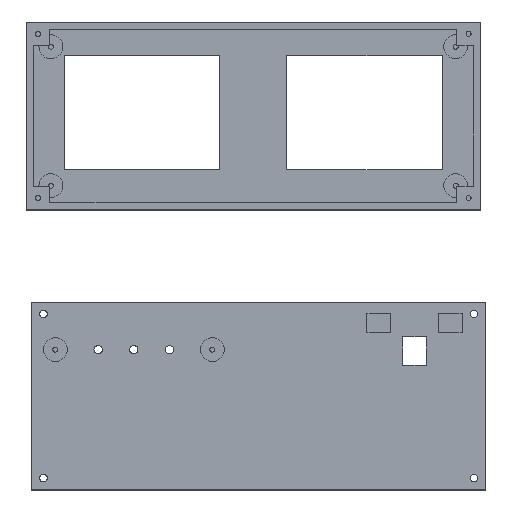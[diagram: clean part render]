
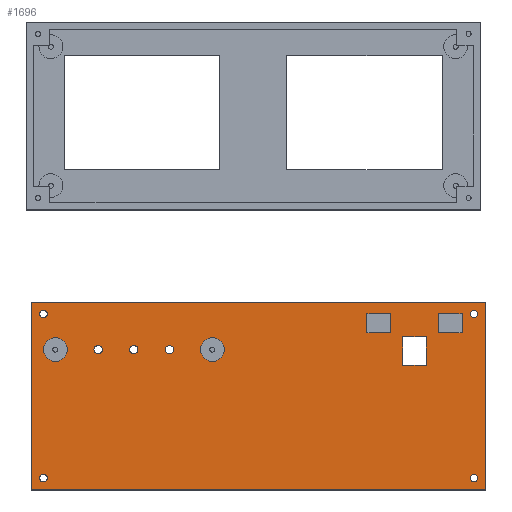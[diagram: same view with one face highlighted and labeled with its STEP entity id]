
A CAD part, top view. The second image highlights one B-rep face of the part: STEP entity #1696.
In plain terms, the highlighted planar face has unit normal (0, 0, 1).
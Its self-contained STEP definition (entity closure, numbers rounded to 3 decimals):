
#42=FACE_BOUND('',#363,.T.);
#43=FACE_BOUND('',#364,.T.);
#44=FACE_BOUND('',#365,.T.);
#45=FACE_BOUND('',#366,.T.);
#46=FACE_BOUND('',#367,.T.);
#47=FACE_BOUND('',#368,.T.);
#48=FACE_BOUND('',#369,.T.);
#49=FACE_BOUND('',#370,.T.);
#50=FACE_BOUND('',#371,.T.);
#51=FACE_BOUND('',#372,.T.);
#52=FACE_BOUND('',#373,.T.);
#53=FACE_BOUND('',#374,.T.);
#133=PLANE('',#1871);
#235=FACE_OUTER_BOUND('',#362,.T.);
#362=EDGE_LOOP('',(#1527,#1528,#1529,#1530));
#363=EDGE_LOOP('',(#1531,#1532,#1533,#1534));
#364=EDGE_LOOP('',(#1535,#1536,#1537,#1538));
#365=EDGE_LOOP('',(#1539,#1540,#1541,#1542));
#366=EDGE_LOOP('',(#1543));
#367=EDGE_LOOP('',(#1544));
#368=EDGE_LOOP('',(#1545));
#369=EDGE_LOOP('',(#1546));
#370=EDGE_LOOP('',(#1547));
#371=EDGE_LOOP('',(#1548));
#372=EDGE_LOOP('',(#1549));
#373=EDGE_LOOP('',(#1550));
#374=EDGE_LOOP('',(#1551));
#480=LINE('',#2615,#641);
#484=LINE('',#2623,#645);
#487=LINE('',#2629,#648);
#490=LINE('',#2634,#651);
#494=LINE('',#2653,#655);
#498=LINE('',#2661,#659);
#501=LINE('',#2667,#662);
#504=LINE('',#2672,#665);
#506=LINE('',#2678,#667);
#510=LINE('',#2686,#671);
#513=LINE('',#2692,#674);
#516=LINE('',#2697,#677);
#535=LINE('',#2805,#696);
#538=LINE('',#2811,#699);
#541=LINE('',#2817,#702);
#544=LINE('',#2821,#705);
#641=VECTOR('',#2131,10.);
#645=VECTOR('',#2137,10.);
#648=VECTOR('',#2142,10.);
#651=VECTOR('',#2147,10.);
#655=VECTOR('',#2169,10.);
#659=VECTOR('',#2175,10.);
#662=VECTOR('',#2180,10.);
#665=VECTOR('',#2185,10.);
#667=VECTOR('',#2191,10.);
#671=VECTOR('',#2197,10.);
#674=VECTOR('',#2202,10.);
#677=VECTOR('',#2207,10.);
#696=VECTOR('',#2336,10.);
#699=VECTOR('',#2341,10.);
#702=VECTOR('',#2346,10.);
#705=VECTOR('',#2351,10.);
#739=CIRCLE('',#1824,5.);
#741=CIRCLE('',#1828,5.);
#742=CIRCLE('',#1831,1.75);
#744=CIRCLE('',#1834,1.75);
#746=CIRCLE('',#1837,1.75);
#760=CIRCLE('',#1860,1.6);
#761=CIRCLE('',#1862,1.6);
#762=CIRCLE('',#1864,1.6);
#763=CIRCLE('',#1866,1.6);
#844=VERTEX_POINT('',#2613);
#845=VERTEX_POINT('',#2614);
#848=VERTEX_POINT('',#2622);
#850=VERTEX_POINT('',#2628);
#856=VERTEX_POINT('',#2651);
#857=VERTEX_POINT('',#2652);
#860=VERTEX_POINT('',#2660);
#862=VERTEX_POINT('',#2666);
#864=VERTEX_POINT('',#2676);
#865=VERTEX_POINT('',#2677);
#868=VERTEX_POINT('',#2685);
#870=VERTEX_POINT('',#2691);
#877=VERTEX_POINT('',#2717);
#879=VERTEX_POINT('',#2724);
#880=VERTEX_POINT('',#2729);
#882=VERTEX_POINT('',#2735);
#884=VERTEX_POINT('',#2741);
#898=VERTEX_POINT('',#2783);
#899=VERTEX_POINT('',#2787);
#900=VERTEX_POINT('',#2791);
#901=VERTEX_POINT('',#2795);
#904=VERTEX_POINT('',#2802);
#905=VERTEX_POINT('',#2804);
#907=VERTEX_POINT('',#2810);
#909=VERTEX_POINT('',#2816);
#1030=EDGE_CURVE('',#844,#845,#480,.T.);
#1034=EDGE_CURVE('',#848,#844,#484,.T.);
#1037=EDGE_CURVE('',#850,#848,#487,.T.);
#1040=EDGE_CURVE('',#845,#850,#490,.T.);
#1048=EDGE_CURVE('',#856,#857,#494,.T.);
#1052=EDGE_CURVE('',#857,#860,#498,.T.);
#1055=EDGE_CURVE('',#860,#862,#501,.T.);
#1058=EDGE_CURVE('',#862,#856,#504,.T.);
#1060=EDGE_CURVE('',#864,#865,#506,.T.);
#1064=EDGE_CURVE('',#865,#868,#510,.T.);
#1067=EDGE_CURVE('',#868,#870,#513,.T.);
#1070=EDGE_CURVE('',#870,#864,#516,.T.);
#1080=EDGE_CURVE('',#877,#877,#739,.T.);
#1083=EDGE_CURVE('',#879,#879,#741,.T.);
#1084=EDGE_CURVE('',#880,#880,#742,.T.);
#1087=EDGE_CURVE('',#882,#882,#744,.T.);
#1090=EDGE_CURVE('',#884,#884,#746,.T.);
#1110=EDGE_CURVE('',#898,#898,#760,.T.);
#1112=EDGE_CURVE('',#899,#899,#761,.T.);
#1114=EDGE_CURVE('',#900,#900,#762,.T.);
#1116=EDGE_CURVE('',#901,#901,#763,.T.);
#1119=EDGE_CURVE('',#905,#904,#535,.T.);
#1122=EDGE_CURVE('',#907,#905,#538,.T.);
#1125=EDGE_CURVE('',#909,#907,#541,.T.);
#1128=EDGE_CURVE('',#904,#909,#544,.T.);
#1527=ORIENTED_EDGE('',*,*,#1128,.T.);
#1528=ORIENTED_EDGE('',*,*,#1125,.T.);
#1529=ORIENTED_EDGE('',*,*,#1122,.T.);
#1530=ORIENTED_EDGE('',*,*,#1119,.T.);
#1531=ORIENTED_EDGE('',*,*,#1030,.T.);
#1532=ORIENTED_EDGE('',*,*,#1040,.T.);
#1533=ORIENTED_EDGE('',*,*,#1037,.T.);
#1534=ORIENTED_EDGE('',*,*,#1034,.T.);
#1535=ORIENTED_EDGE('',*,*,#1048,.T.);
#1536=ORIENTED_EDGE('',*,*,#1052,.T.);
#1537=ORIENTED_EDGE('',*,*,#1055,.T.);
#1538=ORIENTED_EDGE('',*,*,#1058,.T.);
#1539=ORIENTED_EDGE('',*,*,#1060,.T.);
#1540=ORIENTED_EDGE('',*,*,#1064,.T.);
#1541=ORIENTED_EDGE('',*,*,#1067,.T.);
#1542=ORIENTED_EDGE('',*,*,#1070,.T.);
#1543=ORIENTED_EDGE('',*,*,#1080,.T.);
#1544=ORIENTED_EDGE('',*,*,#1083,.T.);
#1545=ORIENTED_EDGE('',*,*,#1084,.T.);
#1546=ORIENTED_EDGE('',*,*,#1087,.T.);
#1547=ORIENTED_EDGE('',*,*,#1090,.T.);
#1548=ORIENTED_EDGE('',*,*,#1110,.T.);
#1549=ORIENTED_EDGE('',*,*,#1112,.T.);
#1550=ORIENTED_EDGE('',*,*,#1114,.T.);
#1551=ORIENTED_EDGE('',*,*,#1116,.T.);
#1696=ADVANCED_FACE('',(#235,#42,#43,#44,#45,#46,#47,#48,#49,#50,#51,#52,
#53),#133,.T.);
#1824=AXIS2_PLACEMENT_3D('',#2719,#2234,#2235);
#1828=AXIS2_PLACEMENT_3D('',#2726,#2243,#2244);
#1831=AXIS2_PLACEMENT_3D('',#2730,#2249,#2250);
#1834=AXIS2_PLACEMENT_3D('',#2736,#2256,#2257);
#1837=AXIS2_PLACEMENT_3D('',#2742,#2263,#2264);
#1860=AXIS2_PLACEMENT_3D('',#2785,#2315,#2316);
#1862=AXIS2_PLACEMENT_3D('',#2789,#2320,#2321);
#1864=AXIS2_PLACEMENT_3D('',#2793,#2325,#2326);
#1866=AXIS2_PLACEMENT_3D('',#2797,#2330,#2331);
#1871=AXIS2_PLACEMENT_3D('',#2822,#2352,#2353);
#2131=DIRECTION('',(0.,-1.,0.));
#2137=DIRECTION('',(1.,0.,0.));
#2142=DIRECTION('',(0.,1.,0.));
#2147=DIRECTION('',(-1.,0.,0.));
#2169=DIRECTION('',(0.,1.,0.));
#2175=DIRECTION('',(1.,0.,0.));
#2180=DIRECTION('',(0.,-1.,0.));
#2185=DIRECTION('',(-1.,0.,0.));
#2191=DIRECTION('',(0.,1.,0.));
#2197=DIRECTION('',(1.,0.,0.));
#2202=DIRECTION('',(0.,-1.,0.));
#2207=DIRECTION('',(-1.,0.,0.));
#2234=DIRECTION('center_axis',(0.,0.,-1.));
#2235=DIRECTION('ref_axis',(-1.,0.,0.));
#2243=DIRECTION('center_axis',(0.,0.,-1.));
#2244=DIRECTION('ref_axis',(-1.,0.,0.));
#2249=DIRECTION('center_axis',(0.,0.,-1.));
#2250=DIRECTION('ref_axis',(-1.,0.,0.));
#2256=DIRECTION('center_axis',(0.,0.,-1.));
#2257=DIRECTION('ref_axis',(-1.,0.,0.));
#2263=DIRECTION('center_axis',(0.,0.,-1.));
#2264=DIRECTION('ref_axis',(-1.,0.,0.));
#2315=DIRECTION('center_axis',(0.,0.,-1.));
#2316=DIRECTION('ref_axis',(1.,0.,0.));
#2320=DIRECTION('center_axis',(0.,0.,-1.));
#2321=DIRECTION('ref_axis',(1.,0.,0.));
#2325=DIRECTION('center_axis',(0.,0.,-1.));
#2326=DIRECTION('ref_axis',(1.,0.,0.));
#2330=DIRECTION('center_axis',(0.,0.,-1.));
#2331=DIRECTION('ref_axis',(1.,0.,0.));
#2336=DIRECTION('',(0.,-1.,0.));
#2341=DIRECTION('',(-1.,0.,0.));
#2346=DIRECTION('',(0.,1.,0.));
#2351=DIRECTION('',(1.,0.,0.));
#2352=DIRECTION('center_axis',(0.,0.,1.));
#2353=DIRECTION('ref_axis',(1.,0.,0.));
#2613=CARTESIAN_POINT('',(165.279,-56.247,3.));
#2614=CARTESIAN_POINT('',(165.279,-68.247,3.));
#2615=CARTESIAN_POINT('',(165.279,-68.697,3.));
#2622=CARTESIAN_POINT('',(155.279,-56.247,3.));
#2623=CARTESIAN_POINT('',(125.029,-56.247,3.));
#2628=CARTESIAN_POINT('',(155.279,-68.247,3.));
#2629=CARTESIAN_POINT('',(155.279,-74.697,3.));
#2634=CARTESIAN_POINT('',(130.029,-68.247,3.));
#2651=CARTESIAN_POINT('',(170.279,-54.647,3.));
#2652=CARTESIAN_POINT('',(170.279,-46.647,3.));
#2653=CARTESIAN_POINT('',(170.279,-63.897,3.));
#2660=CARTESIAN_POINT('',(180.279,-46.647,3.));
#2661=CARTESIAN_POINT('',(137.529,-46.647,3.));
#2666=CARTESIAN_POINT('',(180.279,-54.647,3.));
#2667=CARTESIAN_POINT('',(180.279,-67.897,3.));
#2672=CARTESIAN_POINT('',(132.529,-54.647,3.));
#2676=CARTESIAN_POINT('',(140.279,-54.647,3.));
#2677=CARTESIAN_POINT('',(140.279,-46.647,3.));
#2678=CARTESIAN_POINT('',(140.279,-63.897,3.));
#2685=CARTESIAN_POINT('',(150.279,-46.647,3.));
#2686=CARTESIAN_POINT('',(122.529,-46.647,3.));
#2691=CARTESIAN_POINT('',(150.279,-54.647,3.));
#2692=CARTESIAN_POINT('',(150.279,-67.897,3.));
#2697=CARTESIAN_POINT('',(117.529,-54.647,3.));
#2717=CARTESIAN_POINT('',(80.279,-61.647,3.));
#2719=CARTESIAN_POINT('Origin',(75.279,-61.647,3.));
#2724=CARTESIAN_POINT('',(14.279,-61.647,3.));
#2726=CARTESIAN_POINT('Origin',(9.279,-61.647,3.));
#2729=CARTESIAN_POINT('',(29.029,-61.647,3.));
#2730=CARTESIAN_POINT('Origin',(27.279,-61.647,3.));
#2735=CARTESIAN_POINT('',(44.029,-61.647,3.));
#2736=CARTESIAN_POINT('Origin',(42.279,-61.647,3.));
#2741=CARTESIAN_POINT('',(59.029,-61.647,3.));
#2742=CARTESIAN_POINT('Origin',(57.279,-61.647,3.));
#2783=CARTESIAN_POINT('',(183.679,-115.647,3.));
#2785=CARTESIAN_POINT('Origin',(185.279,-115.647,3.));
#2787=CARTESIAN_POINT('',(183.679,-46.647,3.));
#2789=CARTESIAN_POINT('Origin',(185.279,-46.647,3.));
#2791=CARTESIAN_POINT('',(2.679,-46.647,3.));
#2793=CARTESIAN_POINT('Origin',(4.279,-46.647,3.));
#2795=CARTESIAN_POINT('',(2.679,-115.647,3.));
#2797=CARTESIAN_POINT('Origin',(4.279,-115.647,3.));
#2802=CARTESIAN_POINT('',(-0.721,-120.647,3.));
#2804=CARTESIAN_POINT('',(-0.721,-41.647,3.));
#2805=CARTESIAN_POINT('',(-0.721,-120.647,3.));
#2810=CARTESIAN_POINT('',(190.279,-41.647,3.));
#2811=CARTESIAN_POINT('',(-0.721,-41.647,3.));
#2816=CARTESIAN_POINT('',(190.279,-120.647,3.));
#2817=CARTESIAN_POINT('',(190.279,-41.647,3.));
#2821=CARTESIAN_POINT('',(190.279,-120.647,3.));
#2822=CARTESIAN_POINT('Origin',(94.779,-81.147,3.));
